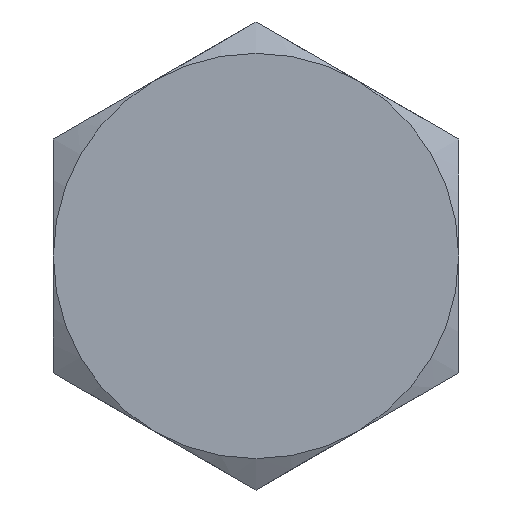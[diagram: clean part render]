
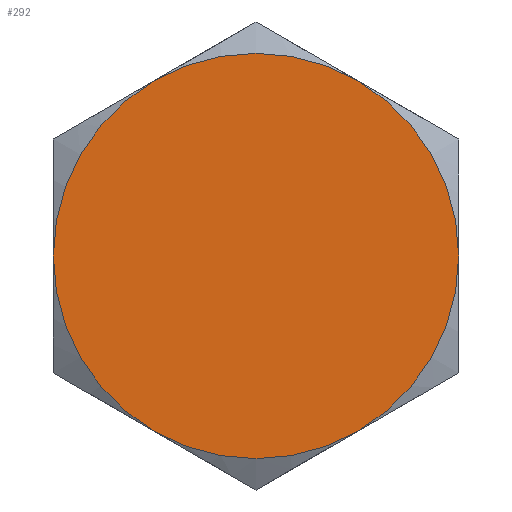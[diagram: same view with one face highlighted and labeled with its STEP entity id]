
A CAD part, left-side view. The second image highlights one B-rep face of the part: STEP entity #292.
In plain terms, the highlighted planar face has unit normal (-1, 0, 0).
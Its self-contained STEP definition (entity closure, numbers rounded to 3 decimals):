
#66=PLANE('',#342);
#91=FACE_OUTER_BOUND('',#114,.T.);
#114=EDGE_LOOP('',(#258,#259,#260,#261,#262,#263));
#127=CIRCLE('',#323,8.5);
#128=CIRCLE('',#325,8.5);
#129=CIRCLE('',#327,8.5);
#130=CIRCLE('',#329,8.5);
#131=CIRCLE('',#331,8.5);
#132=CIRCLE('',#333,8.5);
#140=VERTEX_POINT('',#442);
#142=VERTEX_POINT('',#447);
#144=VERTEX_POINT('',#454);
#145=VERTEX_POINT('',#463);
#148=VERTEX_POINT('',#474);
#149=VERTEX_POINT('',#483);
#166=EDGE_CURVE('',#142,#140,#127,.T.);
#170=EDGE_CURVE('',#144,#142,#128,.T.);
#172=EDGE_CURVE('',#140,#145,#129,.T.);
#176=EDGE_CURVE('',#148,#144,#130,.T.);
#178=EDGE_CURVE('',#145,#149,#131,.T.);
#181=EDGE_CURVE('',#149,#148,#132,.T.);
#258=ORIENTED_EDGE('',*,*,#166,.T.);
#259=ORIENTED_EDGE('',*,*,#172,.T.);
#260=ORIENTED_EDGE('',*,*,#178,.T.);
#261=ORIENTED_EDGE('',*,*,#181,.T.);
#262=ORIENTED_EDGE('',*,*,#176,.T.);
#263=ORIENTED_EDGE('',*,*,#170,.T.);
#292=ADVANCED_FACE('',(#91),#66,.T.);
#323=AXIS2_PLACEMENT_3D('',#448,#364,#365);
#325=AXIS2_PLACEMENT_3D('',#461,#368,#369);
#327=AXIS2_PLACEMENT_3D('',#468,#372,#373);
#329=AXIS2_PLACEMENT_3D('',#481,#376,#377);
#331=AXIS2_PLACEMENT_3D('',#488,#380,#381);
#333=AXIS2_PLACEMENT_3D('',#497,#384,#385);
#342=AXIS2_PLACEMENT_3D('',#528,#414,#415);
#364=DIRECTION('center_axis',(-1.,0.,0.));
#365=DIRECTION('ref_axis',(0.,0.,1.));
#368=DIRECTION('center_axis',(-1.,0.,0.));
#369=DIRECTION('ref_axis',(0.,0.,1.));
#372=DIRECTION('center_axis',(-1.,0.,0.));
#373=DIRECTION('ref_axis',(0.,0.,1.));
#376=DIRECTION('center_axis',(-1.,0.,0.));
#377=DIRECTION('ref_axis',(0.,0.,1.));
#380=DIRECTION('center_axis',(-1.,0.,0.));
#381=DIRECTION('ref_axis',(0.,0.,1.));
#384=DIRECTION('center_axis',(-1.,0.,0.));
#385=DIRECTION('ref_axis',(0.,0.,1.));
#414=DIRECTION('center_axis',(-1.,0.,0.));
#415=DIRECTION('ref_axis',(0.,0.,1.));
#442=CARTESIAN_POINT('',(-9.,-4.25,-7.361));
#447=CARTESIAN_POINT('',(-9.,4.25,-7.361));
#448=CARTESIAN_POINT('Origin',(-9.,0.,0.));
#454=CARTESIAN_POINT('',(-9.,8.5,0.));
#461=CARTESIAN_POINT('Origin',(-9.,0.,0.));
#463=CARTESIAN_POINT('',(-9.,-8.5,0.));
#468=CARTESIAN_POINT('Origin',(-9.,0.,0.));
#474=CARTESIAN_POINT('',(-9.,4.25,7.361));
#481=CARTESIAN_POINT('Origin',(-9.,0.,0.));
#483=CARTESIAN_POINT('',(-9.,-4.25,7.361));
#488=CARTESIAN_POINT('Origin',(-9.,0.,0.));
#497=CARTESIAN_POINT('Origin',(-9.,0.,0.));
#528=CARTESIAN_POINT('Origin',(-9.,0.,0.));
